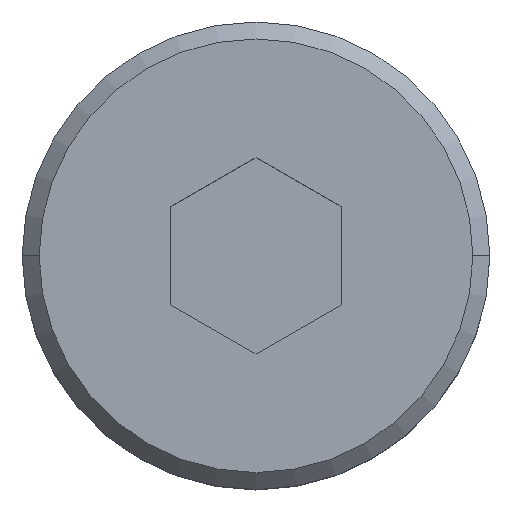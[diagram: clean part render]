
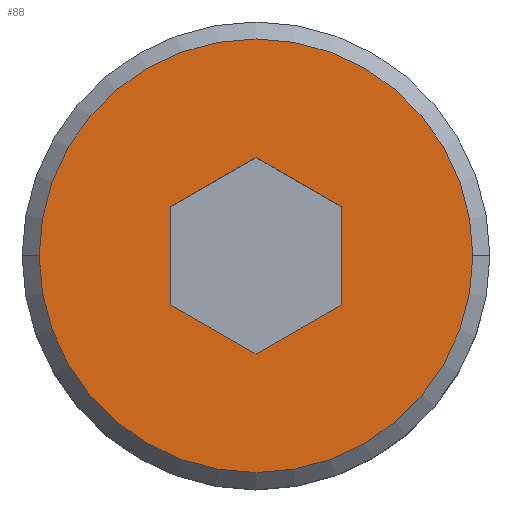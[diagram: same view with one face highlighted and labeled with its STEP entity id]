
A CAD part, top view. The second image highlights one B-rep face of the part: STEP entity #88.
In plain terms, the highlighted planar face has unit normal (0, 0, 1).
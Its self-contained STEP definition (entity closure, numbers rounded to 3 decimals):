
#8 = CARTESIAN_POINT ( 'NONE',  ( 0., 0., 3. ) ) ;
#10 = EDGE_LOOP ( 'NONE', ( #128, #520 ) ) ;
#11 = CARTESIAN_POINT ( 'NONE',  ( 0., 1.155, 3. ) ) ;
#18 = FACE_OUTER_BOUND ( 'NONE', #10, .T. ) ;
#31 = CIRCLE ( 'NONE', #150, 2.55 ) ;
#51 = ORIENTED_EDGE ( 'NONE', *, *, #515, .F. ) ;
#58 = CARTESIAN_POINT ( 'NONE',  ( 0., -1.155, 3. ) ) ;
#60 = VERTEX_POINT ( 'NONE', #251 ) ;
#86 = LINE ( 'NONE', #262, #401 ) ;
#88 = ADVANCED_FACE ( 'NONE', ( #18, #548 ), #501, .T. ) ;
#105 = EDGE_CURVE ( 'NONE', #491, #60, #373, .T. ) ;
#107 = LINE ( 'NONE', #558, #557 ) ;
#110 = AXIS2_PLACEMENT_3D ( 'NONE', #538, #164, #181 ) ;
#122 = LINE ( 'NONE', #374, #300 ) ;
#128 = ORIENTED_EDGE ( 'NONE', *, *, #155, .T. ) ;
#139 = VECTOR ( 'NONE', #499, 1000. ) ;
#150 = AXIS2_PLACEMENT_3D ( 'NONE', #8, #279, #405 ) ;
#155 = EDGE_CURVE ( 'NONE', #394, #193, #444, .T. ) ;
#164 = DIRECTION ( 'NONE',  ( 0., 0., 1. ) ) ;
#174 = CARTESIAN_POINT ( 'NONE',  ( -2.55, 0., 3. ) ) ;
#180 = CARTESIAN_POINT ( 'NONE',  ( -1., 0.577, 3. ) ) ;
#181 = DIRECTION ( 'NONE',  ( 1., 0., 0. ) ) ;
#187 = LINE ( 'NONE', #395, #471 ) ;
#193 = VERTEX_POINT ( 'NONE', #389 ) ;
#213 = ORIENTED_EDGE ( 'NONE', *, *, #342, .F. ) ;
#224 = DIRECTION ( 'NONE',  ( -0.866, 0.5, 0. ) ) ;
#233 = AXIS2_PLACEMENT_3D ( 'NONE', #293, #462, #497 ) ;
#251 = CARTESIAN_POINT ( 'NONE',  ( 1., -0.577, 3. ) ) ;
#252 = CARTESIAN_POINT ( 'NONE',  ( -1., -0.577, 3. ) ) ;
#254 = LINE ( 'NONE', #180, #524 ) ;
#259 = CARTESIAN_POINT ( 'NONE',  ( -1., 0.577, 3. ) ) ;
#262 = CARTESIAN_POINT ( 'NONE',  ( -1., -0.577, 3. ) ) ;
#265 = DIRECTION ( 'NONE',  ( -0.866, -0.5, 0. ) ) ;
#275 = VERTEX_POINT ( 'NONE', #385 ) ;
#279 = DIRECTION ( 'NONE',  ( 0., 0., 1. ) ) ;
#293 = CARTESIAN_POINT ( 'NONE',  ( 0., 0., 3. ) ) ;
#295 = CARTESIAN_POINT ( 'NONE',  ( 0., -1.155, 3. ) ) ;
#300 = VECTOR ( 'NONE', #339, 1000. ) ;
#327 = EDGE_CURVE ( 'NONE', #60, #275, #122, .T. ) ;
#339 = DIRECTION ( 'NONE',  ( 0., 1., 0. ) ) ;
#342 = EDGE_CURVE ( 'NONE', #439, #368, #254, .T. ) ;
#347 = DIRECTION ( 'NONE',  ( 0., -1., 0. ) ) ;
#368 = VERTEX_POINT ( 'NONE', #252 ) ;
#373 = LINE ( 'NONE', #295, #139 ) ;
#374 = CARTESIAN_POINT ( 'NONE',  ( 1., -0.577, 3. ) ) ;
#385 = CARTESIAN_POINT ( 'NONE',  ( 1., 0.577, 3. ) ) ;
#389 = CARTESIAN_POINT ( 'NONE',  ( 2.55, 0., 3. ) ) ;
#394 = VERTEX_POINT ( 'NONE', #174 ) ;
#395 = CARTESIAN_POINT ( 'NONE',  ( 0., 1.155, 3. ) ) ;
#399 = ORIENTED_EDGE ( 'NONE', *, *, #327, .F. ) ;
#401 = VECTOR ( 'NONE', #479, 1000. ) ;
#405 = DIRECTION ( 'NONE',  ( 1., 0., 0. ) ) ;
#439 = VERTEX_POINT ( 'NONE', #259 ) ;
#441 = ORIENTED_EDGE ( 'NONE', *, *, #452, .F. ) ;
#444 = CIRCLE ( 'NONE', #110, 2.55 ) ;
#449 = ORIENTED_EDGE ( 'NONE', *, *, #496, .F. ) ;
#452 = EDGE_CURVE ( 'NONE', #368, #491, #86, .T. ) ;
#456 = EDGE_CURVE ( 'NONE', #193, #394, #31, .T. ) ;
#462 = DIRECTION ( 'NONE',  ( 0., 0., 1. ) ) ;
#471 = VECTOR ( 'NONE', #265, 1000. ) ;
#479 = DIRECTION ( 'NONE',  ( 0.866, -0.5, 0. ) ) ;
#482 = VERTEX_POINT ( 'NONE', #11 ) ;
#491 = VERTEX_POINT ( 'NONE', #58 ) ;
#496 = EDGE_CURVE ( 'NONE', #482, #439, #187, .T. ) ;
#497 = DIRECTION ( 'NONE',  ( 1., 0., 0. ) ) ;
#499 = DIRECTION ( 'NONE',  ( 0.866, 0.5, 0. ) ) ;
#501 = PLANE ( 'NONE',  #233 ) ;
#515 = EDGE_CURVE ( 'NONE', #275, #482, #107, .T. ) ;
#520 = ORIENTED_EDGE ( 'NONE', *, *, #456, .T. ) ;
#524 = VECTOR ( 'NONE', #347, 1000. ) ;
#526 = EDGE_LOOP ( 'NONE', ( #51, #399, #537, #441, #213, #449 ) ) ;
#537 = ORIENTED_EDGE ( 'NONE', *, *, #105, .F. ) ;
#538 = CARTESIAN_POINT ( 'NONE',  ( 0., 0., 3. ) ) ;
#548 = FACE_BOUND ( 'NONE', #526, .T. ) ;
#557 = VECTOR ( 'NONE', #224, 1000. ) ;
#558 = CARTESIAN_POINT ( 'NONE',  ( 1., 0.577, 3. ) ) ;
